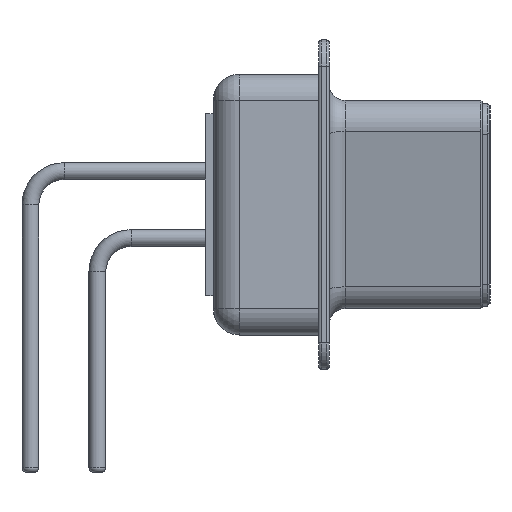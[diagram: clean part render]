
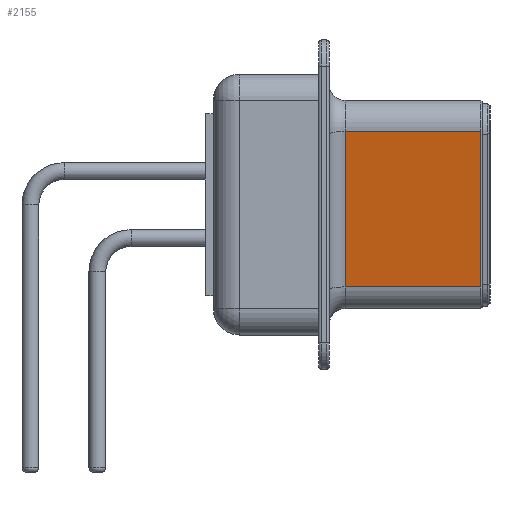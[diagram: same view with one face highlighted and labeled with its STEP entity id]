
A CAD part, left-side view. The second image highlights one B-rep face of the part: STEP entity #2155.
In plain terms, the highlighted planar face has unit normal (-0.985, 0, -0.173).
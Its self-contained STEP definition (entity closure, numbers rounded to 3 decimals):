
#844 = VERTEX_POINT('',#845);
#845 = CARTESIAN_POINT('',(-52.124,-17.09,9.027));
#892 = EDGE_CURVE('',#844,#893,#895,.T.);
#893 = VERTEX_POINT('',#894);
#894 = CARTESIAN_POINT('',(-51.09,-17.09,3.127));
#895 = LINE('',#896,#897);
#896 = CARTESIAN_POINT('',(-52.124,-17.09,9.027));
#897 = VECTOR('',#898,1.);
#898 = DIRECTION('',(0.173,0.,-0.985)
);
#2112 = VERTEX_POINT('',#2113);
#2113 = CARTESIAN_POINT('',(-52.124,-11.94,9.027));
#2120 = EDGE_CURVE('',#2112,#844,#2121,.T.);
#2121 = LINE('',#2122,#2123);
#2122 = CARTESIAN_POINT('',(-52.124,-11.34,9.027));
#2123 = VECTOR('',#2124,1.);
#2124 = DIRECTION('',(0.,-1.,0.));
#2155 = ADVANCED_FACE('',(#2156),#2174,.T.);
#2156 = FACE_BOUND('',#2157,.T.);
#2157 = EDGE_LOOP('',(#2158,#2166,#2167,#2168));
#2158 = ORIENTED_EDGE('',*,*,#2159,.T.);
#2159 = EDGE_CURVE('',#2160,#893,#2162,.T.);
#2160 = VERTEX_POINT('',#2161);
#2161 = CARTESIAN_POINT('',(-51.09,-11.94,3.127));
#2162 = LINE('',#2163,#2164);
#2163 = CARTESIAN_POINT('',(-51.09,-11.34,3.127));
#2164 = VECTOR('',#2165,1.);
#2165 = DIRECTION('',(0.,-1.,0.));
#2166 = ORIENTED_EDGE('',*,*,#892,.F.);
#2167 = ORIENTED_EDGE('',*,*,#2120,.F.);
#2168 = ORIENTED_EDGE('',*,*,#2169,.F.);
#2169 = EDGE_CURVE('',#2160,#2112,#2170,.T.);
#2170 = LINE('',#2171,#2172);
#2171 = CARTESIAN_POINT('',(-51.09,-11.94,3.127));
#2172 = VECTOR('',#2173,1.);
#2173 = DIRECTION('',(-0.173,0.,0.985)
);
#2174 = PLANE('',#2175);
#2175 = AXIS2_PLACEMENT_3D('',#2176,#2177,#2178);
#2176 = CARTESIAN_POINT('',(-50.945,-11.34,2.3));
#2177 = DIRECTION('',(-0.985,0.,
-0.173));
#2178 = DIRECTION('',(-0.173,0.,0.985)
);
